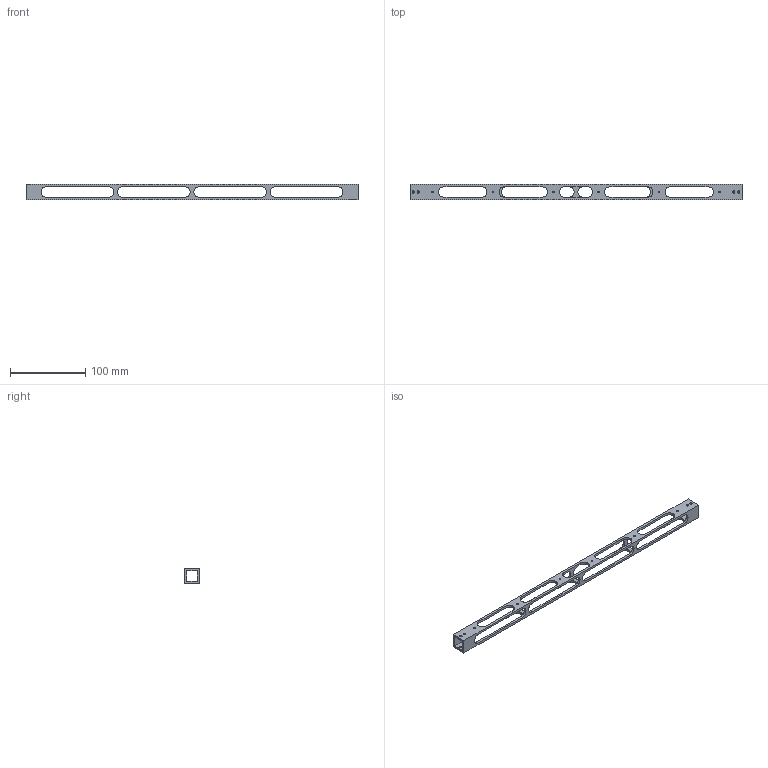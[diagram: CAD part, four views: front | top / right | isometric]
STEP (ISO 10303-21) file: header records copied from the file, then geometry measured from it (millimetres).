
FILE_DESCRIPTION(/* description */ (''),/* implementation_level */ '2;1');
FILE_NAME(/* name */ 'Metal parts_basic mill light v1.step',/* time_stamp */ '2024-05-12T01:40:02+10:00',/* author */ (''),/* organization */ (''),/* preprocessor_version */ 'ST-DEVELOPER v20',/* originating_system */ 'Autodesk Translation Framework v12.20.1.177',/* authorisation */ '');
FILE_SCHEMA (('AUTOMOTIVE_DESIGN { 1 0 10303 214 3 1 1 }'));
Length unit declared in the file: millimetre
Products named in the file (1): Metal parts_basic mill light
Bounding box: 440 x 20 x 20 mm (x, y, z)
Volume: 30537.2 mm3; surface area: 30678.8 mm2
Topology: 1 solids, 1 shells, 93 faces, 270 edges, 164 vertices
Faces by surface type: cylinder 48, plane 45
Full cylindrical faces by diameter (mm): 2.5 x6, 3 x8
Entity records: 3204 total; most frequent: DIRECTION 554, ORIENTED_EDGE 540, CARTESIAN_POINT 528, EDGE_CURVE 270, AXIS2_PLACEMENT_3D 190, LINE 174, VECTOR 174, VERTEX_POINT 164
